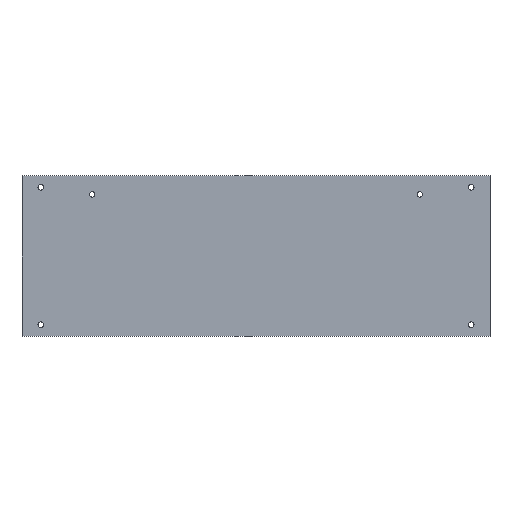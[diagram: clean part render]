
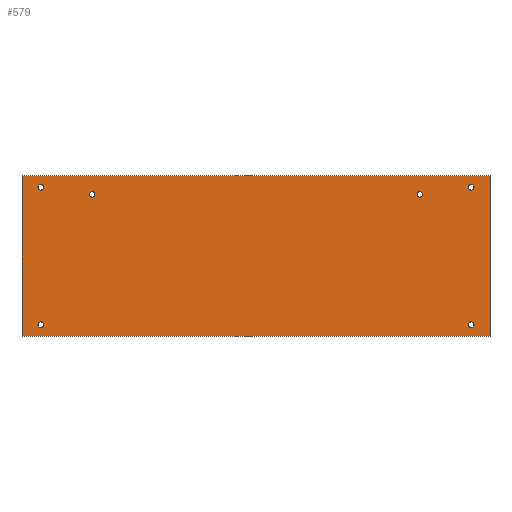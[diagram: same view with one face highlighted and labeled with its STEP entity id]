
A CAD part, top view. The second image highlights one B-rep face of the part: STEP entity #579.
In plain terms, the highlighted planar face has unit normal (0, 0, 1).
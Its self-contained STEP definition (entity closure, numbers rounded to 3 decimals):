
#2 = VECTOR ( 'NONE', #576, 1000. ) ;
#3 = CIRCLE ( 'NONE', #491, 1.75 ) ;
#32 = DIRECTION ( 'NONE',  ( -1., 0., 0. ) ) ;
#33 = LINE ( 'NONE', #636, #2 ) ;
#39 = VECTOR ( 'NONE', #150, 1000. ) ;
#41 = ORIENTED_EDGE ( 'NONE', *, *, #486, .T. ) ;
#42 = ORIENTED_EDGE ( 'NONE', *, *, #185, .T. ) ;
#55 = EDGE_CURVE ( 'NONE', #331, #74, #623, .T. ) ;
#58 = EDGE_LOOP ( 'NONE', ( #395, #523, #41, #577 ) ) ;
#61 = CARTESIAN_POINT ( 'NONE',  ( 255., 88., 3. ) ) ;
#64 = CIRCLE ( 'NONE', #202, 1.75 ) ;
#74 = VERTEX_POINT ( 'NONE', #547 ) ;
#75 = EDGE_LOOP ( 'NONE', ( #42, #329 ) ) ;
#80 = DIRECTION ( 'NONE',  ( -1., 0., 0. ) ) ;
#81 = VECTOR ( 'NONE', #610, 1000. ) ;
#91 = DIRECTION ( 'NONE',  ( 0., 0., -1. ) ) ;
#92 = AXIS2_PLACEMENT_3D ( 'NONE', #324, #325, #650 ) ;
#100 = VERTEX_POINT ( 'NONE', #449 ) ;
#113 = DIRECTION ( 'NONE',  ( 0., 0., -1. ) ) ;
#119 = LINE ( 'NONE', #480, #39 ) ;
#121 = EDGE_LOOP ( 'NONE', ( #164, #419 ) ) ;
#128 = EDGE_LOOP ( 'NONE', ( #665, #182 ) ) ;
#132 = LINE ( 'NONE', #618, #81 ) ;
#133 = ORIENTED_EDGE ( 'NONE', *, *, #260, .T. ) ;
#139 = EDGE_CURVE ( 'NONE', #156, #246, #132, .T. ) ;
#150 = DIRECTION ( 'NONE',  ( 0., -1., 0. ) ) ;
#156 = VERTEX_POINT ( 'NONE', #401 ) ;
#158 = DIRECTION ( 'NONE',  ( 1., 0., 0. ) ) ;
#164 = ORIENTED_EDGE ( 'NONE', *, *, #244, .T. ) ;
#167 = DIRECTION ( 'NONE',  ( -1., 0., 0. ) ) ;
#177 = CARTESIAN_POINT ( 'NONE',  ( 0., -3., 3. ) ) ;
#182 = ORIENTED_EDGE ( 'NONE', *, *, #198, .T. ) ;
#185 = EDGE_CURVE ( 'NONE', #220, #570, #657, .T. ) ;
#187 = CIRCLE ( 'NONE', #215, 1.75 ) ;
#190 = VERTEX_POINT ( 'NONE', #408 ) ;
#191 = AXIS2_PLACEMENT_3D ( 'NONE', #233, #229, #32 ) ;
#193 = FACE_BOUND ( 'NONE', #121, .T. ) ;
#198 = EDGE_CURVE ( 'NONE', #74, #331, #639, .T. ) ;
#202 = AXIS2_PLACEMENT_3D ( 'NONE', #61, #113, #158 ) ;
#209 = DIRECTION ( 'NONE',  ( 0., 0., -1. ) ) ;
#210 = CIRCLE ( 'NONE', #466, 1.75 ) ;
#215 = AXIS2_PLACEMENT_3D ( 'NONE', #670, #91, #624 ) ;
#220 = VERTEX_POINT ( 'NONE', #223 ) ;
#223 = CARTESIAN_POINT ( 'NONE',  ( 10.25, 92.5, 3. ) ) ;
#229 = DIRECTION ( 'NONE',  ( 0., 0., -1. ) ) ;
#232 = EDGE_CURVE ( 'NONE', #421, #439, #210, .T. ) ;
#233 = CARTESIAN_POINT ( 'NONE',  ( 12., 92.5, 3. ) ) ;
#243 = DIRECTION ( 'NONE',  ( 0., 0., -1. ) ) ;
#244 = EDGE_CURVE ( 'NONE', #439, #421, #648, .T. ) ;
#246 = VERTEX_POINT ( 'NONE', #292 ) ;
#249 = VERTEX_POINT ( 'NONE', #177 ) ;
#254 = LINE ( 'NONE', #524, #526 ) ;
#259 = DIRECTION ( 'NONE',  ( 0., 0., -1. ) ) ;
#260 = EDGE_CURVE ( 'NONE', #302, #680, #483, .T. ) ;
#274 = FACE_BOUND ( 'NONE', #359, .T. ) ;
#275 = EDGE_CURVE ( 'NONE', #529, #190, #187, .T. ) ;
#282 = AXIS2_PLACEMENT_3D ( 'NONE', #351, #506, #558 ) ;
#292 = CARTESIAN_POINT ( 'NONE',  ( 0., 100., 3. ) ) ;
#294 = ORIENTED_EDGE ( 'NONE', *, *, #352, .T. ) ;
#298 = CARTESIAN_POINT ( 'NONE',  ( 300., -3., 3. ) ) ;
#300 = CARTESIAN_POINT ( 'NONE',  ( 12., 4.5, 3. ) ) ;
#302 = VERTEX_POINT ( 'NONE', #418 ) ;
#316 = AXIS2_PLACEMENT_3D ( 'NONE', #582, #259, #378 ) ;
#319 = ORIENTED_EDGE ( 'NONE', *, *, #571, .T. ) ;
#321 = VERTEX_POINT ( 'NONE', #298 ) ;
#324 = CARTESIAN_POINT ( 'NONE',  ( 0., 0., 3. ) ) ;
#325 = DIRECTION ( 'NONE',  ( 0., 0., -1. ) ) ;
#329 = ORIENTED_EDGE ( 'NONE', *, *, #391, .T. ) ;
#331 = VERTEX_POINT ( 'NONE', #463 ) ;
#335 = EDGE_CURVE ( 'NONE', #680, #302, #3, .T. ) ;
#345 = FACE_BOUND ( 'NONE', #75, .T. ) ;
#351 = CARTESIAN_POINT ( 'NONE',  ( 288., 4.5, 3. ) ) ;
#352 = EDGE_CURVE ( 'NONE', #190, #529, #374, .T. ) ;
#355 = DIRECTION ( 'NONE',  ( 0., 0., -1. ) ) ;
#359 = EDGE_LOOP ( 'NONE', ( #319, #517 ) ) ;
#360 = CARTESIAN_POINT ( 'NONE',  ( 12., 4.5, 3. ) ) ;
#361 = DIRECTION ( 'NONE',  ( -1., 0., 0. ) ) ;
#369 = EDGE_LOOP ( 'NONE', ( #294, #387 ) ) ;
#374 = CIRCLE ( 'NONE', #676, 1.75 ) ;
#378 = DIRECTION ( 'NONE',  ( -1., 0., 0. ) ) ;
#383 = FACE_BOUND ( 'NONE', #369, .T. ) ;
#387 = ORIENTED_EDGE ( 'NONE', *, *, #275, .T. ) ;
#391 = EDGE_CURVE ( 'NONE', #570, #220, #631, .T. ) ;
#395 = ORIENTED_EDGE ( 'NONE', *, *, #505, .T. ) ;
#401 = CARTESIAN_POINT ( 'NONE',  ( 300., 100., 3. ) ) ;
#408 = CARTESIAN_POINT ( 'NONE',  ( 43.25, 88., 3. ) ) ;
#418 = CARTESIAN_POINT ( 'NONE',  ( 10.25, 4.5, 3. ) ) ;
#419 = ORIENTED_EDGE ( 'NONE', *, *, #232, .T. ) ;
#421 = VERTEX_POINT ( 'NONE', #521 ) ;
#434 = CARTESIAN_POINT ( 'NONE',  ( 13.75, 4.5, 3. ) ) ;
#437 = CARTESIAN_POINT ( 'NONE',  ( 255., 88., 3. ) ) ;
#439 = VERTEX_POINT ( 'NONE', #640 ) ;
#441 = DIRECTION ( 'NONE',  ( 1., 0., 0. ) ) ;
#449 = CARTESIAN_POINT ( 'NONE',  ( 256.75, 88., 3. ) ) ;
#456 = CARTESIAN_POINT ( 'NONE',  ( 288., 92.5, 3. ) ) ;
#458 = AXIS2_PLACEMENT_3D ( 'NONE', #472, #675, #361 ) ;
#463 = CARTESIAN_POINT ( 'NONE',  ( 286.25, 4.5, 3. ) ) ;
#466 = AXIS2_PLACEMENT_3D ( 'NONE', #456, #666, #80 ) ;
#469 = DIRECTION ( 'NONE',  ( -1., 0., 0. ) ) ;
#470 = VERTEX_POINT ( 'NONE', #637 ) ;
#472 = CARTESIAN_POINT ( 'NONE',  ( 288., 92.5, 3. ) ) ;
#473 = EDGE_CURVE ( 'NONE', #321, #249, #33, .T. ) ;
#476 = ORIENTED_EDGE ( 'NONE', *, *, #335, .T. ) ;
#480 = CARTESIAN_POINT ( 'NONE',  ( 0., 0., 3. ) ) ;
#482 = CARTESIAN_POINT ( 'NONE',  ( 46.75, 88., 3. ) ) ;
#483 = CIRCLE ( 'NONE', #656, 1.75 ) ;
#486 = EDGE_CURVE ( 'NONE', #321, #156, #254, .T. ) ;
#491 = AXIS2_PLACEMENT_3D ( 'NONE', #300, #512, #619 ) ;
#492 = FACE_BOUND ( 'NONE', #128, .T. ) ;
#496 = CARTESIAN_POINT ( 'NONE',  ( 288., 4.5, 3. ) ) ;
#505 = EDGE_CURVE ( 'NONE', #246, #249, #119, .T. ) ;
#506 = DIRECTION ( 'NONE',  ( 0., 0., -1. ) ) ;
#512 = DIRECTION ( 'NONE',  ( 0., 0., -1. ) ) ;
#517 = ORIENTED_EDGE ( 'NONE', *, *, #672, .T. ) ;
#521 = CARTESIAN_POINT ( 'NONE',  ( 289.75, 92.5, 3. ) ) ;
#523 = ORIENTED_EDGE ( 'NONE', *, *, #473, .F. ) ;
#524 = CARTESIAN_POINT ( 'NONE',  ( 300., 0., 3. ) ) ;
#526 = VECTOR ( 'NONE', #634, 1000. ) ;
#529 = VERTEX_POINT ( 'NONE', #482 ) ;
#531 = AXIS2_PLACEMENT_3D ( 'NONE', #496, #594, #167 ) ;
#539 = CARTESIAN_POINT ( 'NONE',  ( 13.75, 92.5, 3. ) ) ;
#540 = PLANE ( 'NONE',  #92 ) ;
#543 = FACE_BOUND ( 'NONE', #555, .T. ) ;
#547 = CARTESIAN_POINT ( 'NONE',  ( 289.75, 4.5, 3. ) ) ;
#554 = CIRCLE ( 'NONE', #557, 1.75 ) ;
#555 = EDGE_LOOP ( 'NONE', ( #133, #476 ) ) ;
#557 = AXIS2_PLACEMENT_3D ( 'NONE', #437, #209, #441 ) ;
#558 = DIRECTION ( 'NONE',  ( -1., 0., 0. ) ) ;
#564 = DIRECTION ( 'NONE',  ( -1., 0., 0. ) ) ;
#565 = CARTESIAN_POINT ( 'NONE',  ( 45., 88., 3. ) ) ;
#570 = VERTEX_POINT ( 'NONE', #539 ) ;
#571 = EDGE_CURVE ( 'NONE', #470, #100, #554, .T. ) ;
#576 = DIRECTION ( 'NONE',  ( -1., 0., 0. ) ) ;
#577 = ORIENTED_EDGE ( 'NONE', *, *, #139, .T. ) ;
#579 = ADVANCED_FACE ( 'NONE', ( #274, #383, #492, #543, #345, #193, #669 ), #540, .F. ) ;
#582 = CARTESIAN_POINT ( 'NONE',  ( 12., 92.5, 3. ) ) ;
#594 = DIRECTION ( 'NONE',  ( 0., 0., -1. ) ) ;
#610 = DIRECTION ( 'NONE',  ( -1., 0., 0. ) ) ;
#618 = CARTESIAN_POINT ( 'NONE',  ( 0., 100., 3. ) ) ;
#619 = DIRECTION ( 'NONE',  ( -1., 0., 0. ) ) ;
#623 = CIRCLE ( 'NONE', #531, 1.75 ) ;
#624 = DIRECTION ( 'NONE',  ( -1., 0., 0. ) ) ;
#631 = CIRCLE ( 'NONE', #316, 1.75 ) ;
#634 = DIRECTION ( 'NONE',  ( 0., 1., 0. ) ) ;
#636 = CARTESIAN_POINT ( 'NONE',  ( 300., -3., 3. ) ) ;
#637 = CARTESIAN_POINT ( 'NONE',  ( 253.25, 88., 3. ) ) ;
#639 = CIRCLE ( 'NONE', #282, 1.75 ) ;
#640 = CARTESIAN_POINT ( 'NONE',  ( 286.25, 92.5, 3. ) ) ;
#648 = CIRCLE ( 'NONE', #458, 1.75 ) ;
#650 = DIRECTION ( 'NONE',  ( -1., 0., 0. ) ) ;
#656 = AXIS2_PLACEMENT_3D ( 'NONE', #360, #355, #564 ) ;
#657 = CIRCLE ( 'NONE', #191, 1.75 ) ;
#665 = ORIENTED_EDGE ( 'NONE', *, *, #55, .T. ) ;
#666 = DIRECTION ( 'NONE',  ( 0., 0., -1. ) ) ;
#669 = FACE_OUTER_BOUND ( 'NONE', #58, .T. ) ;
#670 = CARTESIAN_POINT ( 'NONE',  ( 45., 88., 3. ) ) ;
#672 = EDGE_CURVE ( 'NONE', #100, #470, #64, .T. ) ;
#675 = DIRECTION ( 'NONE',  ( 0., 0., -1. ) ) ;
#676 = AXIS2_PLACEMENT_3D ( 'NONE', #565, #243, #469 ) ;
#680 = VERTEX_POINT ( 'NONE', #434 ) ;
